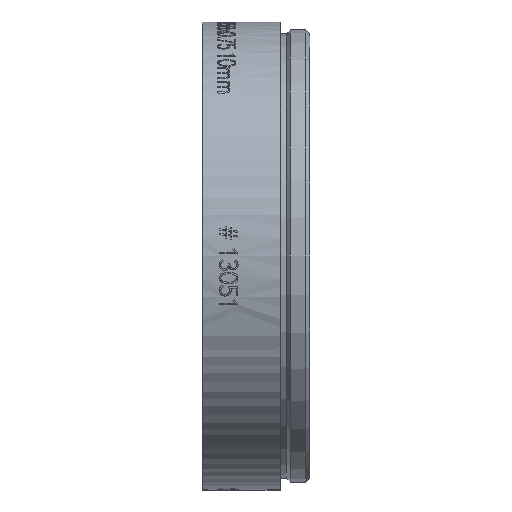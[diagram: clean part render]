
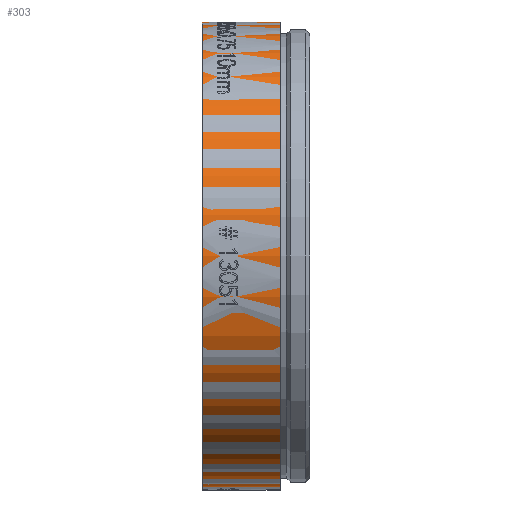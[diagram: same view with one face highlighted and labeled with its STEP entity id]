
A CAD part, front view. The second image highlights one B-rep face of the part: STEP entity #303.
In plain terms, the highlighted cylindrical face has radius 30 mm (diameter 60 mm), a full revolution.
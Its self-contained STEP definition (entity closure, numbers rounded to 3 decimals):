
#303=ADVANCED_FACE('',(#595,#596),#431,.T.);
#431=CYLINDRICAL_SURFACE('',#3639,30.);
#444=CIRCLE('',#3636,30.);
#445=CIRCLE('',#3638,30.);
#595=FACE_BOUND('',#859,.T.);
#596=FACE_BOUND('',#860,.T.);
#859=EDGE_LOOP('',(#1915));
#860=EDGE_LOOP('',(#1916));
#1915=ORIENTED_EDGE('',*,*,#3024,.F.);
#1916=ORIENTED_EDGE('',*,*,#3023,.T.);
#2494=VERTEX_POINT('',#7582);
#2495=VERTEX_POINT('',#7585);
#3023=EDGE_CURVE('',#2494,#2494,#444,.T.);
#3024=EDGE_CURVE('',#2495,#2495,#445,.T.);
#3636=AXIS2_PLACEMENT_3D('',#7581,#3919,#3920);
#3638=AXIS2_PLACEMENT_3D('',#7584,#3923,#3924);
#3639=AXIS2_PLACEMENT_3D('',#7586,#3925,#3926);
#3919=DIRECTION('',(-1.,0.,0.));
#3920=DIRECTION('',(0.,0.,1.));
#3923=DIRECTION('',(-1.,0.,0.));
#3924=DIRECTION('',(0.,0.,1.));
#3925=DIRECTION('',(-1.,0.,0.));
#3926=DIRECTION('',(0.,0.,1.));
#7581=CARTESIAN_POINT('',(10.,0.,0.));
#7582=CARTESIAN_POINT('',(10.,0.,30.));
#7584=CARTESIAN_POINT('',(0.,0.,0.));
#7585=CARTESIAN_POINT('',(0.,0.,30.));
#7586=CARTESIAN_POINT('',(0.,0.,0.));
